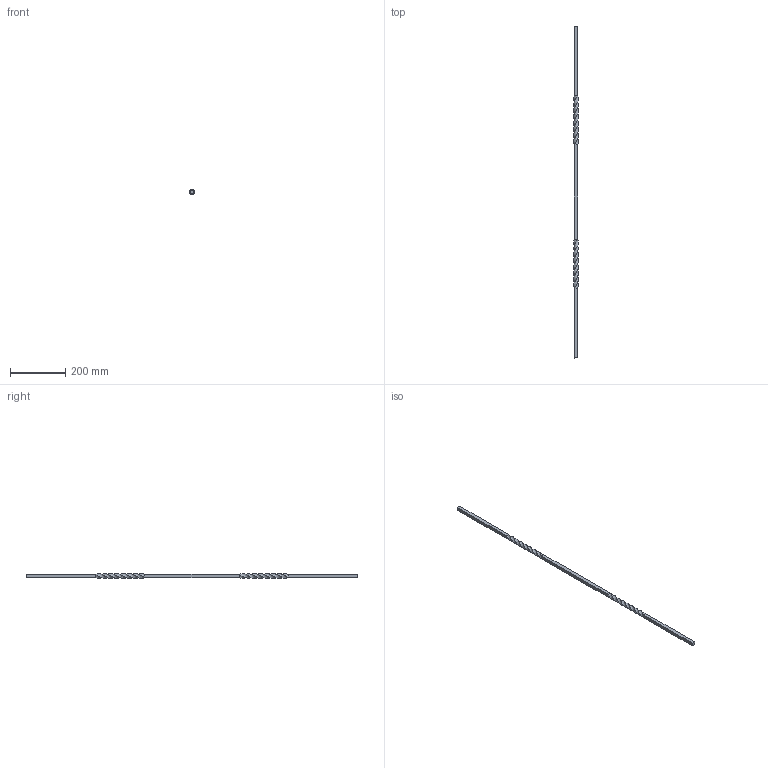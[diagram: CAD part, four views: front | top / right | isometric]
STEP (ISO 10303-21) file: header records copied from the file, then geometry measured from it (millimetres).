
FILE_DESCRIPTION (( 'STEP AP203' ), '1' );
FILE_NAME ('1101-120.step', '2023-05-12T11:40:17', ( '' ), ( '' ), 'SwSTEP 2.0', 'SolidWorks 2018', '' );
FILE_SCHEMA (( 'CONFIG_CONTROL_DESIGN' ));
Length unit declared in the file: millimetre
Products named in the file (1): 1101-120
Bounding box: 16.98 x 1200 x 16.98 mm (x, y, z)
Volume: 172697.8 mm3; surface area: 58374 mm2
Topology: 1 solids, 1 shells, 246 faces, 650 edges, 428 vertices
Faces by surface type: plane 146, bspline 100
Entity records: 12927 total; most frequent: CARTESIAN_POINT 7433, ORIENTED_EDGE 1300, DIRECTION 752, EDGE_CURVE 650, LINE 458, VECTOR 458, VERTEX_POINT 428, EDGE_LOOP 268
